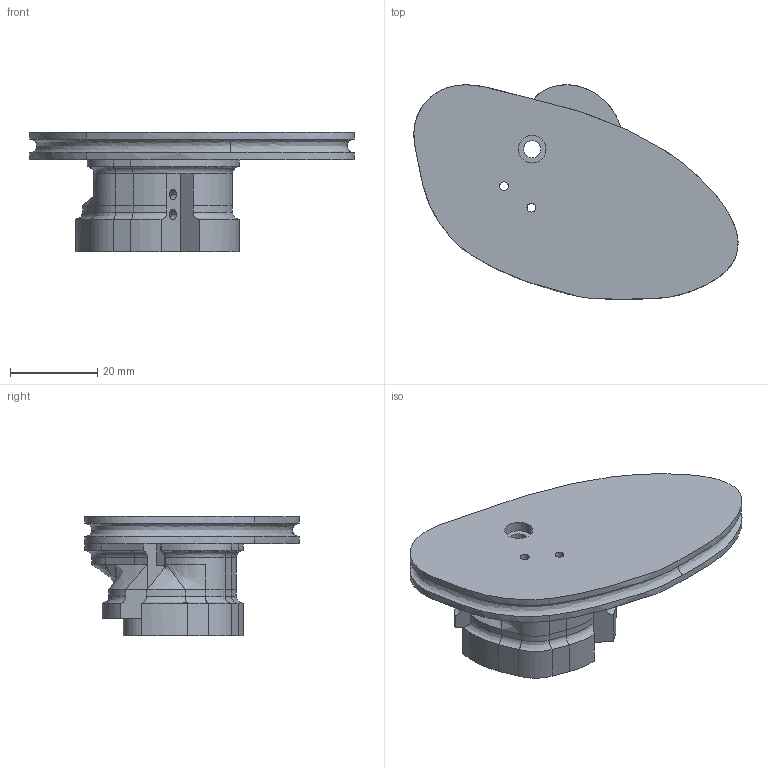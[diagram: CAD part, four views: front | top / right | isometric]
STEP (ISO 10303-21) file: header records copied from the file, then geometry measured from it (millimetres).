
FILE_DESCRIPTION (( 'STEP AP214' ), '1' );
FILE_NAME ('cams-joined^asm-cams.STEP', '2025-10-20T21:18:04', ( '' ), ( '' ), 'SwSTEP 2.0', 'SolidWorks 2025', '' );
FILE_SCHEMA (( 'AUTOMOTIVE_DESIGN' ));
Length unit declared in the file: millimetre
Products named in the file (1): cams-joined^asm-cams
Bounding box: 74.44 x 49.26 x 27.52 mm (x, y, z)
Volume: 27572.1 mm3; surface area: 13419.4 mm2
Topology: 5 solids, 5 shells, 132 faces, 332 edges, 212 vertices
Faces by surface type: plane 53, cylinder 47, bspline 31, torus 1
Entity records: 7279 total; most frequent: CARTESIAN_POINT 4197, ORIENTED_EDGE 664, DIRECTION 550, EDGE_CURVE 332, VERTEX_POINT 212, AXIS2_PLACEMENT_3D 185, VECTOR 180, LINE 180
